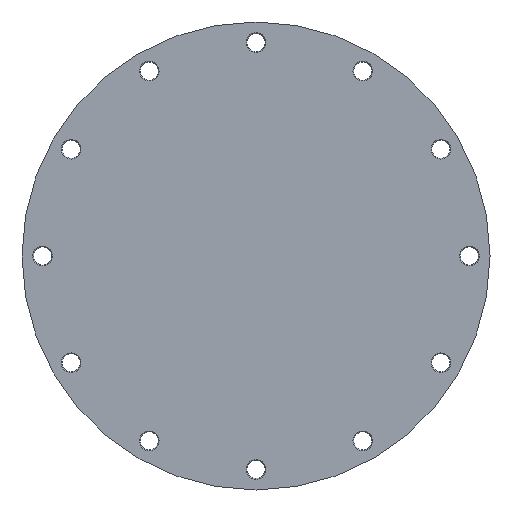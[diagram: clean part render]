
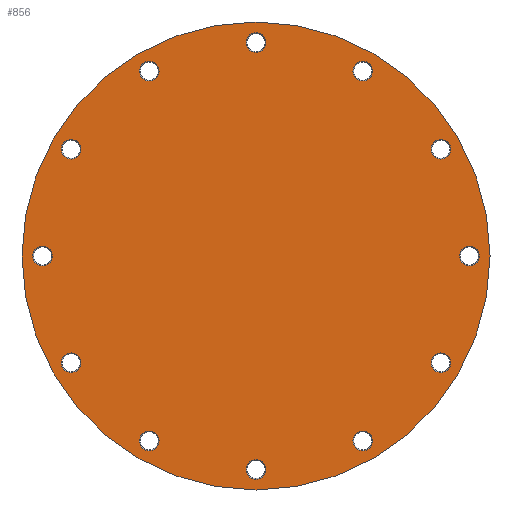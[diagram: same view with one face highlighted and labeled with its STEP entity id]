
A CAD part, left-side view. The second image highlights one B-rep face of the part: STEP entity #856.
In plain terms, the highlighted planar face has unit normal (-1, 0, 0).
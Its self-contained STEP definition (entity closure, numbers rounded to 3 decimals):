
#47=FACE_BOUND('',#150,.T.);
#48=FACE_BOUND('',#151,.T.);
#49=FACE_BOUND('',#152,.T.);
#50=FACE_BOUND('',#153,.T.);
#51=FACE_BOUND('',#154,.T.);
#52=FACE_BOUND('',#155,.T.);
#53=FACE_BOUND('',#156,.T.);
#54=FACE_BOUND('',#157,.T.);
#55=FACE_BOUND('',#158,.T.);
#56=FACE_BOUND('',#159,.T.);
#57=FACE_BOUND('',#160,.T.);
#58=FACE_BOUND('',#161,.T.);
#61=PLANE('',#973);
#88=FACE_OUTER_BOUND('',#149,.T.);
#149=EDGE_LOOP('',(#676,#677));
#150=EDGE_LOOP('',(#678));
#151=EDGE_LOOP('',(#679));
#152=EDGE_LOOP('',(#680));
#153=EDGE_LOOP('',(#681));
#154=EDGE_LOOP('',(#682));
#155=EDGE_LOOP('',(#683));
#156=EDGE_LOOP('',(#684));
#157=EDGE_LOOP('',(#685));
#158=EDGE_LOOP('',(#686));
#159=EDGE_LOOP('',(#687));
#160=EDGE_LOOP('',(#688));
#161=EDGE_LOOP('',(#689));
#314=CIRCLE('',#972,6.);
#315=CIRCLE('',#974,142.5);
#316=CIRCLE('',#975,142.5);
#317=CIRCLE('',#976,6.);
#318=CIRCLE('',#977,6.);
#319=CIRCLE('',#978,6.);
#320=CIRCLE('',#979,6.);
#321=CIRCLE('',#980,6.);
#322=CIRCLE('',#981,6.);
#323=CIRCLE('',#982,6.);
#324=CIRCLE('',#983,6.);
#325=CIRCLE('',#984,6.);
#326=CIRCLE('',#985,6.);
#327=CIRCLE('',#986,6.);
#399=VERTEX_POINT('',#1484);
#400=VERTEX_POINT('',#1488);
#401=VERTEX_POINT('',#1489);
#402=VERTEX_POINT('',#1492);
#403=VERTEX_POINT('',#1494);
#404=VERTEX_POINT('',#1496);
#405=VERTEX_POINT('',#1498);
#406=VERTEX_POINT('',#1500);
#407=VERTEX_POINT('',#1502);
#408=VERTEX_POINT('',#1504);
#409=VERTEX_POINT('',#1506);
#410=VERTEX_POINT('',#1508);
#411=VERTEX_POINT('',#1510);
#412=VERTEX_POINT('',#1512);
#502=EDGE_CURVE('',#399,#399,#314,.T.);
#504=EDGE_CURVE('',#400,#401,#315,.T.);
#505=EDGE_CURVE('',#401,#400,#316,.T.);
#506=EDGE_CURVE('',#402,#402,#317,.T.);
#507=EDGE_CURVE('',#403,#403,#318,.T.);
#508=EDGE_CURVE('',#404,#404,#319,.T.);
#509=EDGE_CURVE('',#405,#405,#320,.T.);
#510=EDGE_CURVE('',#406,#406,#321,.T.);
#511=EDGE_CURVE('',#407,#407,#322,.T.);
#512=EDGE_CURVE('',#408,#408,#323,.T.);
#513=EDGE_CURVE('',#409,#409,#324,.T.);
#514=EDGE_CURVE('',#410,#410,#325,.T.);
#515=EDGE_CURVE('',#411,#411,#326,.T.);
#516=EDGE_CURVE('',#412,#412,#327,.T.);
#676=ORIENTED_EDGE('',*,*,#504,.T.);
#677=ORIENTED_EDGE('',*,*,#505,.T.);
#678=ORIENTED_EDGE('',*,*,#506,.F.);
#679=ORIENTED_EDGE('',*,*,#507,.F.);
#680=ORIENTED_EDGE('',*,*,#508,.F.);
#681=ORIENTED_EDGE('',*,*,#509,.F.);
#682=ORIENTED_EDGE('',*,*,#510,.F.);
#683=ORIENTED_EDGE('',*,*,#511,.F.);
#684=ORIENTED_EDGE('',*,*,#512,.F.);
#685=ORIENTED_EDGE('',*,*,#513,.F.);
#686=ORIENTED_EDGE('',*,*,#514,.F.);
#687=ORIENTED_EDGE('',*,*,#515,.F.);
#688=ORIENTED_EDGE('',*,*,#516,.F.);
#689=ORIENTED_EDGE('',*,*,#502,.F.);
#856=ADVANCED_FACE('',(#88,#47,#48,#49,#50,#51,#52,#53,#54,#55,#56,#57,
#58),#61,.T.);
#972=AXIS2_PLACEMENT_3D('',#1485,#1201,#1202);
#973=AXIS2_PLACEMENT_3D('',#1487,#1204,#1205);
#974=AXIS2_PLACEMENT_3D('',#1490,#1206,#1207);
#975=AXIS2_PLACEMENT_3D('',#1491,#1208,#1209);
#976=AXIS2_PLACEMENT_3D('',#1493,#1210,#1211);
#977=AXIS2_PLACEMENT_3D('',#1495,#1212,#1213);
#978=AXIS2_PLACEMENT_3D('',#1497,#1214,#1215);
#979=AXIS2_PLACEMENT_3D('',#1499,#1216,#1217);
#980=AXIS2_PLACEMENT_3D('',#1501,#1218,#1219);
#981=AXIS2_PLACEMENT_3D('',#1503,#1220,#1221);
#982=AXIS2_PLACEMENT_3D('',#1505,#1222,#1223);
#983=AXIS2_PLACEMENT_3D('',#1507,#1224,#1225);
#984=AXIS2_PLACEMENT_3D('',#1509,#1226,#1227);
#985=AXIS2_PLACEMENT_3D('',#1511,#1228,#1229);
#986=AXIS2_PLACEMENT_3D('',#1513,#1230,#1231);
#1201=DIRECTION('center_axis',(-1.,0.,0.));
#1202=DIRECTION('ref_axis',(0.,0.5,-0.866));
#1204=DIRECTION('center_axis',(-1.,0.,0.));
#1205=DIRECTION('ref_axis',(0.,0.,1.));
#1206=DIRECTION('center_axis',(-1.,0.,0.));
#1207=DIRECTION('ref_axis',(0.,0.,1.));
#1208=DIRECTION('center_axis',(-1.,0.,0.));
#1209=DIRECTION('ref_axis',(0.,0.,1.));
#1210=DIRECTION('center_axis',(-1.,0.,0.));
#1211=DIRECTION('ref_axis',(0.,0.866,-0.5));
#1212=DIRECTION('center_axis',(-1.,0.,0.));
#1213=DIRECTION('ref_axis',(0.,0.866,0.5));
#1214=DIRECTION('center_axis',(-1.,0.,0.));
#1215=DIRECTION('ref_axis',(0.,0.,1.));
#1216=DIRECTION('center_axis',(-1.,0.,0.));
#1217=DIRECTION('ref_axis',(0.,-0.866,0.5));
#1218=DIRECTION('center_axis',(-1.,0.,0.));
#1219=DIRECTION('ref_axis',(0.,-0.866,-0.5));
#1220=DIRECTION('center_axis',(-1.,0.,0.));
#1221=DIRECTION('ref_axis',(0.,0.,-1.));
#1222=DIRECTION('center_axis',(-1.,0.,0.));
#1223=DIRECTION('ref_axis',(0.,-0.5,-0.866));
#1224=DIRECTION('center_axis',(-1.,0.,0.));
#1225=DIRECTION('ref_axis',(0.,-1.,0.));
#1226=DIRECTION('center_axis',(-1.,0.,0.));
#1227=DIRECTION('ref_axis',(0.,-0.5,0.866));
#1228=DIRECTION('center_axis',(-1.,0.,0.));
#1229=DIRECTION('ref_axis',(0.,0.5,0.866));
#1230=DIRECTION('center_axis',(-1.,0.,0.));
#1231=DIRECTION('ref_axis',(0.,1.,0.));
#1484=CARTESIAN_POINT('',(-12.,109.583,70.196));
#1485=CARTESIAN_POINT('Origin',(-12.,112.583,65.));
#1487=CARTESIAN_POINT('Origin',(-12.,0.,0.));
#1488=CARTESIAN_POINT('',(-12.,0.,142.5));
#1489=CARTESIAN_POINT('',(-12.,0.,-142.5));
#1490=CARTESIAN_POINT('Origin',(-12.,0.,0.));
#1491=CARTESIAN_POINT('Origin',(-12.,0.,0.));
#1492=CARTESIAN_POINT('',(-12.,59.804,115.583));
#1493=CARTESIAN_POINT('Origin',(-12.,65.,112.583));
#1494=CARTESIAN_POINT('',(-12.,-70.196,109.583));
#1495=CARTESIAN_POINT('Origin',(-12.,-65.,112.583));
#1496=CARTESIAN_POINT('',(-12.,-130.,-6.));
#1497=CARTESIAN_POINT('Origin',(-12.,-130.,0.));
#1498=CARTESIAN_POINT('',(-12.,-59.804,-115.583));
#1499=CARTESIAN_POINT('Origin',(-12.,-65.,-112.583));
#1500=CARTESIAN_POINT('',(-12.,70.196,-109.583));
#1501=CARTESIAN_POINT('Origin',(-12.,65.,-112.583));
#1502=CARTESIAN_POINT('',(-12.,130.,6.));
#1503=CARTESIAN_POINT('Origin',(-12.,130.,0.));
#1504=CARTESIAN_POINT('',(-12.,115.583,-59.804));
#1505=CARTESIAN_POINT('Origin',(-12.,112.583,-65.));
#1506=CARTESIAN_POINT('',(-12.,6.,-130.));
#1507=CARTESIAN_POINT('Origin',(-12.,0.,-130.));
#1508=CARTESIAN_POINT('',(-12.,-109.583,-70.196));
#1509=CARTESIAN_POINT('Origin',(-12.,-112.583,-65.));
#1510=CARTESIAN_POINT('',(-12.,-115.583,59.804));
#1511=CARTESIAN_POINT('Origin',(-12.,-112.583,65.));
#1512=CARTESIAN_POINT('',(-12.,-6.,130.));
#1513=CARTESIAN_POINT('Origin',(-12.,0.,130.));
